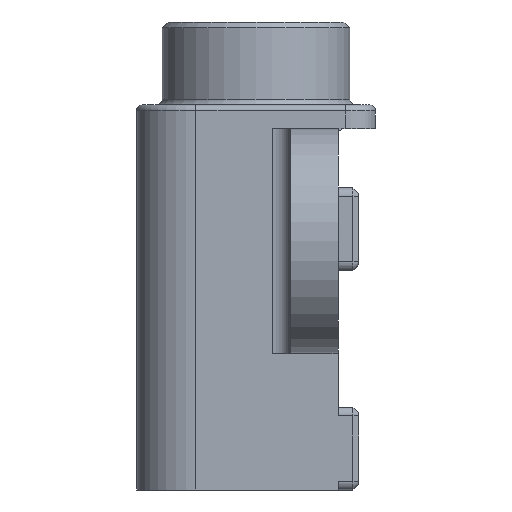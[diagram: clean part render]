
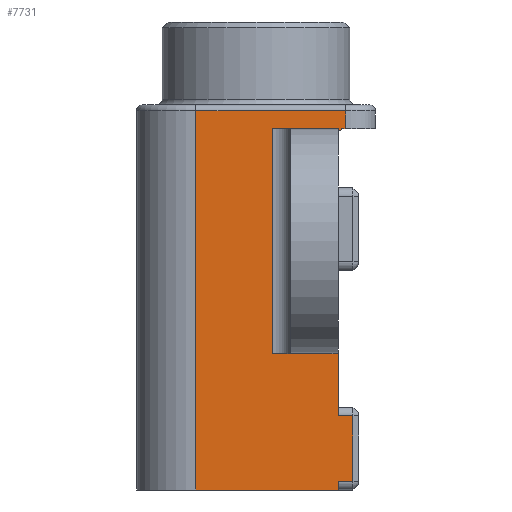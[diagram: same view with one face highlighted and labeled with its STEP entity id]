
A CAD part, left-side view. The second image highlights one B-rep face of the part: STEP entity #7731.
In plain terms, the highlighted planar face has unit normal (-1, 0, 0).
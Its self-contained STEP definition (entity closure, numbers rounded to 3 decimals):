
#2188=DIRECTION('',(0.,0.,-1.));
#2189=VECTOR('',#2188,1.1);
#2190=CARTESIAN_POINT('',(-4.485,-1.635,
-6.65));
#2191=LINE('',#2190,#2189);
#2192=DIRECTION('',(0.,0.,1.));
#2193=VECTOR('',#2192,0.15);
#2194=CARTESIAN_POINT('',(-4.485,-1.385,-7.9));
#2195=LINE('',#2194,#2193);
#2196=DIRECTION('',(0.,-1.,0.));
#2197=VECTOR('',#2196,2.53);
#2198=CARTESIAN_POINT('',(-4.485,1.015,-1.5));
#2199=LINE('',#2198,#2197);
#2200=DIRECTION('',(0.,0.,-1.));
#2201=VECTOR('',#2200,0.3);
#2202=CARTESIAN_POINT('',(-4.485,-1.515,-1.5));
#2203=LINE('',#2202,#2201);
#2204=DIRECTION('',(0.,1.,0.));
#2205=VECTOR('',#2204,0.03);
#2206=CARTESIAN_POINT('',(-4.485,-1.515,-1.8));
#2207=LINE('',#2206,#2205);
#2208=DIRECTION('',(0.,0.,-1.));
#2209=VECTOR('',#2208,3.8);
#2210=CARTESIAN_POINT('',(-4.485,-0.285,-1.8));
#2211=LINE('',#2210,#2209);
#2212=DIRECTION('',(0.,0.,1.));
#2213=VECTOR('',#2212,1.05);
#2214=CARTESIAN_POINT('',(-4.485,-1.385,-6.65));
#2215=LINE('',#2214,#2213);
#2216=DIRECTION('',(0.,-1.,0.));
#2217=VECTOR('',#2216,0.25);
#2218=CARTESIAN_POINT('',(-4.485,-1.385,-6.65));
#2219=LINE('',#2218,#2217);
#2225=DIRECTION('',(0.,-1.,0.));
#2226=VECTOR('',#2225,0.25);
#2227=CARTESIAN_POINT('',(-4.485,-1.385,-7.75));
#2228=LINE('',#2227,#2226);
#2258=DIRECTION('',(0.,1.,0.));
#2259=VECTOR('',#2258,2.4);
#2260=CARTESIAN_POINT('',(-4.485,-1.385,-7.9));
#2261=LINE('',#2260,#2259);
#2442=DIRECTION('',(0.,0.,1.));
#2443=VECTOR('',#2442,0.1);
#2444=CARTESIAN_POINT('',(-4.485,-1.385,-1.9));
#2445=LINE('',#2444,#2443);
#2995=DIRECTION('',(0.,0.,-1.));
#2996=VECTOR('',#2995,6.4);
#2997=CARTESIAN_POINT('',(-4.485,1.015,-1.5));
#2998=LINE('',#2997,#2996);
#3468=DIRECTION('',(0.,1.,0.));
#3469=VECTOR('',#3468,1.1);
#3470=CARTESIAN_POINT('',(-4.485,-1.385,-5.6));
#3471=LINE('',#3470,#3469);
#3486=DIRECTION('',(0.,-1.,0.));
#3487=VECTOR('',#3486,1.1);
#3488=CARTESIAN_POINT('',(-4.485,-0.285,-1.8));
#3489=LINE('',#3488,#3487);
#3662=CARTESIAN_POINT('',(-4.485,-1.485,-1.9));
#3663=DIRECTION('',(1.,0.,0.));
#3664=DIRECTION('',(0.,1.,0.));
#3665=AXIS2_PLACEMENT_3D('',#3662,#3663,#3664);
#3720=CARTESIAN_POINT('',(-4.485,1.015,-7.9));
#3722=VERTEX_POINT('',#3720);
#3754=CARTESIAN_POINT('',(-4.485,-1.515,-1.8));
#3755=VERTEX_POINT('',#3754);
#3758=CARTESIAN_POINT('',(-4.485,-1.385,-7.9));
#3759=VERTEX_POINT('',#3758);
#3762=CARTESIAN_POINT('',(-4.485,-1.385,-5.6));
#3763=VERTEX_POINT('',#3762);
#3796=CARTESIAN_POINT('',(-4.485,-1.385,-7.75));
#3798=VERTEX_POINT('',#3796);
#3810=CARTESIAN_POINT('',(-4.485,-1.385,-6.65));
#3811=VERTEX_POINT('',#3810);
#3934=CARTESIAN_POINT('',(-4.485,-1.385,-1.9));
#3936=VERTEX_POINT('',#3934);
#3938=CARTESIAN_POINT('',(-4.485,-1.485,-1.8));
#3940=VERTEX_POINT('',#3938);
#3942=CARTESIAN_POINT('',(-4.485,-1.385,-1.8));
#3943=VERTEX_POINT('',#3942);
#3954=CARTESIAN_POINT('',(-4.485,-0.285,-1.8));
#3955=CARTESIAN_POINT('',(-4.485,-0.285,-5.6));
#3956=VERTEX_POINT('',#3954);
#3957=VERTEX_POINT('',#3955);
#3976=CARTESIAN_POINT('',(-4.485,1.015,-1.5));
#3977=VERTEX_POINT('',#3976);
#3980=CARTESIAN_POINT('',(-4.485,-1.515,-1.5));
#3981=VERTEX_POINT('',#3980);
#4008=CARTESIAN_POINT('',(-4.485,-1.635,-6.65));
#4009=VERTEX_POINT('',#4008);
#4012=CARTESIAN_POINT('',(-4.485,-1.635,
-7.75));
#4013=VERTEX_POINT('',#4012);
#7697=CARTESIAN_POINT('',(-4.485,-1.515,-1.4));
#7698=DIRECTION('',(-1.,0.,0.));
#7699=DIRECTION('',(0.,1.,0.));
#7700=AXIS2_PLACEMENT_3D('',#7697,#7698,#7699);
#7701=PLANE('',#7700);
#7702=ORIENTED_EDGE('',*,*,#7579,.T.);
#7704=ORIENTED_EDGE('',*,*,#7703,.F.);
#7706=ORIENTED_EDGE('',*,*,#7705,.F.);
#7708=ORIENTED_EDGE('',*,*,#7707,.T.);
#7710=ORIENTED_EDGE('',*,*,#7709,.F.);
#7711=ORIENTED_EDGE('',*,*,#7320,.T.);
#7713=ORIENTED_EDGE('',*,*,#7712,.T.);
#7715=ORIENTED_EDGE('',*,*,#7714,.T.);
#7717=ORIENTED_EDGE('',*,*,#7716,.F.);
#7719=ORIENTED_EDGE('',*,*,#7718,.T.);
#7721=ORIENTED_EDGE('',*,*,#7720,.F.);
#7723=ORIENTED_EDGE('',*,*,#7722,.T.);
#7725=ORIENTED_EDGE('',*,*,#7724,.F.);
#7727=ORIENTED_EDGE('',*,*,#7726,.F.);
#7728=ORIENTED_EDGE('',*,*,#7689,.T.);
#7729=EDGE_LOOP('',(#7702,#7704,#7706,#7708,#7710,#7711,#7713,#7715,#7717,#7719,
#7721,#7723,#7725,#7727,#7728));
#7730=FACE_OUTER_BOUND('',#7729,.F.);
#3666=CIRCLE('',#3665,0.1);
#7320=EDGE_CURVE('',#3977,#3981,#2199,.T.);
#7579=EDGE_CURVE('',#4009,#4013,#2191,.T.);
#7689=EDGE_CURVE('',#3811,#4009,#2219,.T.);
#7703=EDGE_CURVE('',#3798,#4013,#2228,.T.);
#7705=EDGE_CURVE('',#3759,#3798,#2195,.T.);
#7707=EDGE_CURVE('',#3759,#3722,#2261,.T.);
#7709=EDGE_CURVE('',#3977,#3722,#2998,.T.);
#7712=EDGE_CURVE('',#3981,#3755,#2203,.T.);
#7714=EDGE_CURVE('',#3755,#3940,#2207,.T.);
#7716=EDGE_CURVE('',#3936,#3940,#3666,.T.);
#7718=EDGE_CURVE('',#3936,#3943,#2445,.T.);
#7720=EDGE_CURVE('',#3956,#3943,#3489,.T.);
#7722=EDGE_CURVE('',#3956,#3957,#2211,.T.);
#7724=EDGE_CURVE('',#3763,#3957,#3471,.T.);
#7726=EDGE_CURVE('',#3811,#3763,#2215,.T.);
#7731=ADVANCED_FACE('',(#7730),#7701,.T.);
